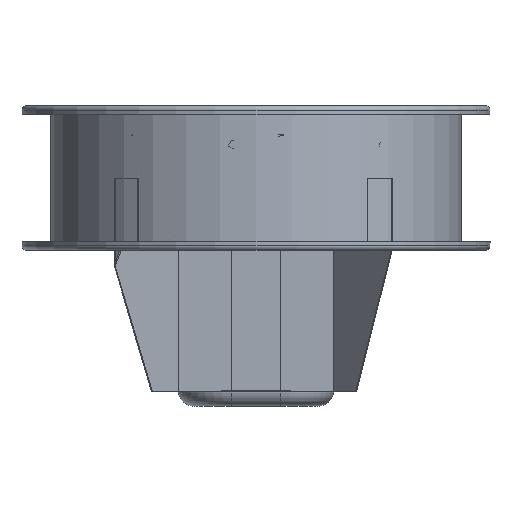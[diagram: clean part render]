
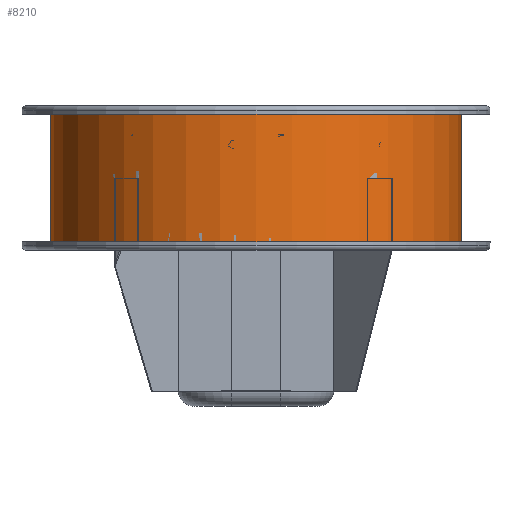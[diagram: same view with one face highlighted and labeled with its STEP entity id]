
A CAD part, front view. The second image highlights one B-rep face of the part: STEP entity #8210.
In plain terms, the highlighted cylindrical face has radius 355.2 mm (diameter 710.4 mm), a partial arc.
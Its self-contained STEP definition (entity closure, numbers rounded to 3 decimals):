
#110 = VERTEX_POINT ( 'NONE', #6316 ) ;
#155 = VECTOR ( 'NONE', #8015, 1000. ) ;
#327 = AXIS2_PLACEMENT_3D ( 'NONE', #1736, #4572, #8311 ) ;
#785 = CARTESIAN_POINT ( 'NONE',  ( 355.2, 0., -182.631 ) ) ;
#1105 = DIRECTION ( 'NONE',  ( 0., 0., 1. ) ) ;
#1431 = DIRECTION ( 'NONE',  ( 1., 0., 0. ) ) ;
#1460 = CYLINDRICAL_SURFACE ( 'NONE', #1842, 355.2 ) ;
#1733 = ORIENTED_EDGE ( 'NONE', *, *, #5148, .F. ) ;
#1736 = CARTESIAN_POINT ( 'NONE',  ( 0., 0., 52.369 ) ) ;
#1842 = AXIS2_PLACEMENT_3D ( 'NONE', #9516, #7340, #1431 ) ;
#2146 = LINE ( 'NONE', #9581, #155 ) ;
#3320 = EDGE_CURVE ( 'NONE', #6340, #110, #7590, .T. ) ;
#3381 = CARTESIAN_POINT ( 'NONE',  ( -355.2, 0., 52.369 ) ) ;
#3395 = CARTESIAN_POINT ( 'NONE',  ( 355.2, 0., 165.741 ) ) ;
#3811 = ORIENTED_EDGE ( 'NONE', *, *, #3320, .T. ) ;
#3938 = EDGE_LOOP ( 'NONE', ( #1733, #4753, #3811, #6013 ) ) ;
#4572 = DIRECTION ( 'NONE',  ( 0., 0., 1. ) ) ;
#4753 = ORIENTED_EDGE ( 'NONE', *, *, #5621, .T. ) ;
#4790 = FACE_OUTER_BOUND ( 'NONE', #3938, .T. ) ;
#5148 = EDGE_CURVE ( 'NONE', #5215, #7867, #2146, .T. ) ;
#5215 = VERTEX_POINT ( 'NONE', #5820 ) ;
#5302 = AXIS2_PLACEMENT_3D ( 'NONE', #6983, #5527, #7704 ) ;
#5527 = DIRECTION ( 'NONE',  ( 0., 0., 1. ) ) ;
#5618 = VECTOR ( 'NONE', #1105, 1000. ) ;
#5621 = EDGE_CURVE ( 'NONE', #5215, #6340, #8579, .T. ) ;
#5820 = CARTESIAN_POINT ( 'NONE',  ( -355.2, 0., -182.631 ) ) ;
#6013 = ORIENTED_EDGE ( 'NONE', *, *, #7322, .F. ) ;
#6316 = CARTESIAN_POINT ( 'NONE',  ( 355.2, 0., 52.369 ) ) ;
#6340 = VERTEX_POINT ( 'NONE', #785 ) ;
#6983 = CARTESIAN_POINT ( 'NONE',  ( 0., 0., -182.631 ) ) ;
#7322 = EDGE_CURVE ( 'NONE', #7867, #110, #9355, .T. ) ;
#7340 = DIRECTION ( 'NONE',  ( 0., 0., 1. ) ) ;
#7590 = LINE ( 'NONE', #3395, #5618 ) ;
#7704 = DIRECTION ( 'NONE',  ( 1., 0., 0. ) ) ;
#7867 = VERTEX_POINT ( 'NONE', #3381 ) ;
#8015 = DIRECTION ( 'NONE',  ( 0., 0., 1. ) ) ;
#8210 = ADVANCED_FACE ( 'NONE', ( #4790 ), #1460, .T. ) ;
#8311 = DIRECTION ( 'NONE',  ( 1., 0., 0. ) ) ;
#8579 = CIRCLE ( 'NONE', #5302, 355.2 ) ;
#9355 = CIRCLE ( 'NONE', #327, 355.2 ) ;
#9516 = CARTESIAN_POINT ( 'NONE',  ( 0., 0., 165.741 ) ) ;
#9581 = CARTESIAN_POINT ( 'NONE',  ( -355.2, 0., 165.741 ) ) ;
